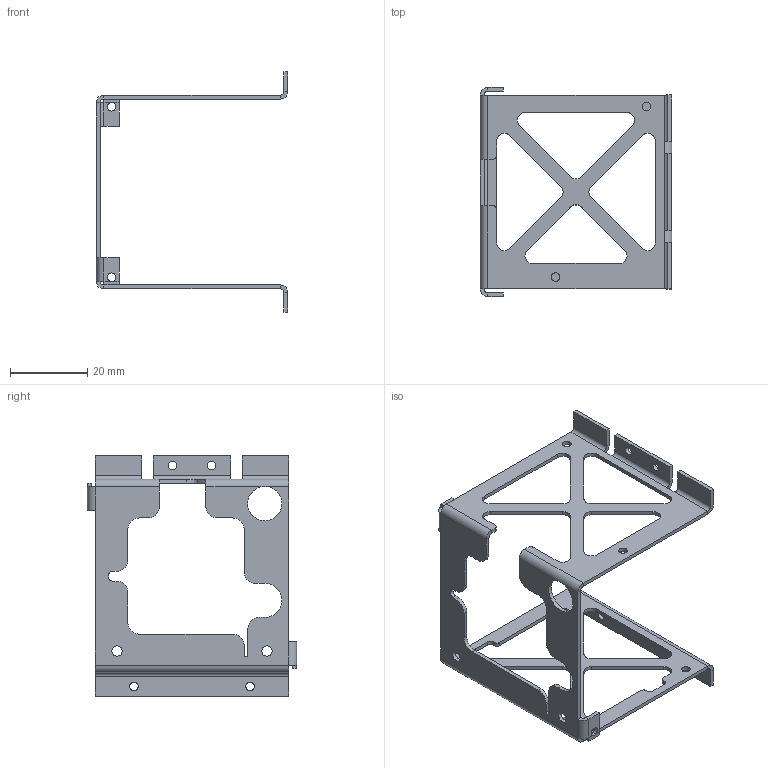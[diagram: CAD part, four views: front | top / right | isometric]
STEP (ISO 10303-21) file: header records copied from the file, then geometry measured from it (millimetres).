
FILE_DESCRIPTION((''),'2;1');
FILE_NAME('PQ-WALLS','2024-03-14T19:17:51',('canda'),(''),'CREO PARAMETRIC BY PTC INC, 2022073','CREO PARAMETRIC BY PTC INC, 2022073','');
FILE_SCHEMA(('CONFIG_CONTROL_DESIGN'));
Length unit declared in the file: millimetre
Products named in the file (1): PQ-WALLS
Bounding box: 49.5 x 54 x 62 mm (x, y, z)
Volume: 4124.4 mm3; surface area: 9597.3 mm2
Topology: 3 solids, 3 shells, 224 faces, 590 edges, 368 vertices
Faces by surface type: plane 127, cylinder 95, bspline 2
Entity records: 7018 total; most frequent: CARTESIAN_POINT 1248, DIRECTION 1220, ORIENTED_EDGE 1180, EDGE_CURVE 590, AXIS2_PLACEMENT_3D 412, VECTOR 396, LINE 396, VERTEX_POINT 368
